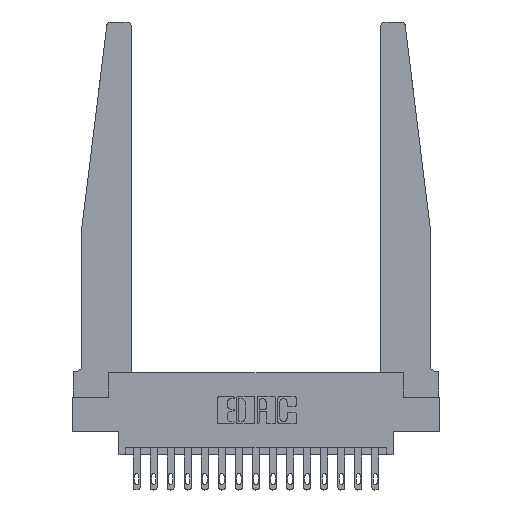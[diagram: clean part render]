
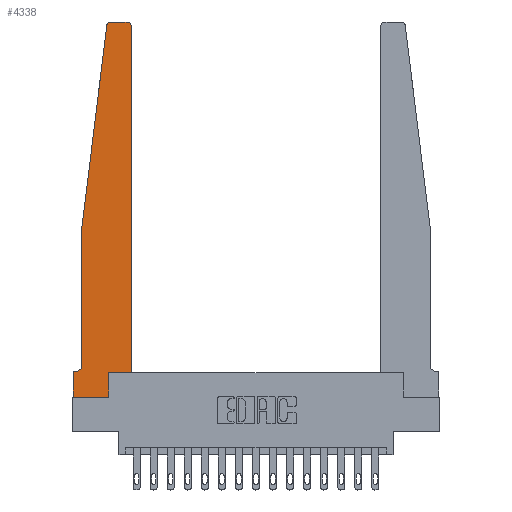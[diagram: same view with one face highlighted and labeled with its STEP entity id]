
A CAD part, top view. The second image highlights one B-rep face of the part: STEP entity #4338.
In plain terms, the highlighted planar face has unit normal (0, 0, 1).
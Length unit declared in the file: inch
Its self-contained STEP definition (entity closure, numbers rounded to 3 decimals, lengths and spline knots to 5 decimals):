
#138 = VECTOR ( 'NONE', #18068, 39.37008 ) ;
#1049 = DIRECTION ( 'NONE',  ( 1., 0., 0. ) ) ;
#1105 = CARTESIAN_POINT ( 'NONE',  ( 0.065, 1.25, 0.37 ) ) ;
#1345 = VERTEX_POINT ( 'NONE', #11562 ) ;
#1577 = VERTEX_POINT ( 'NONE', #4155 ) ;
#1660 = ORIENTED_EDGE ( 'NONE', *, *, #6523, .T. ) ;
#1740 = EDGE_LOOP ( 'NONE', ( #9124, #12406, #10345, #4617, #16491, #15898, #3830, #1939, #1660, #4025, #3189, #15525 ) ) ;
#1920 = CARTESIAN_POINT ( 'NONE',  ( 0., 0.1875, 0.37 ) ) ;
#1939 = ORIENTED_EDGE ( 'NONE', *, *, #4515, .T. ) ;
#1943 = EDGE_CURVE ( 'NONE', #1577, #4967, #11236, .T. ) ;
#1983 = VECTOR ( 'NONE', #1049, 39.37008 ) ;
#2034 = VECTOR ( 'NONE', #9688, 39.37008 ) ;
#2518 = VERTEX_POINT ( 'NONE', #4106 ) ;
#3165 = EDGE_CURVE ( 'NONE', #3700, #15129, #10881, .T. ) ;
#3189 = ORIENTED_EDGE ( 'NONE', *, *, #18378, .T. ) ;
#3320 = AXIS2_PLACEMENT_3D ( 'NONE', #17074, #15563, #17350 ) ;
#3505 = CARTESIAN_POINT ( 'NONE',  ( 0.065, 1.25, 0.37 ) ) ;
#3700 = VERTEX_POINT ( 'NONE', #3505 ) ;
#3830 = ORIENTED_EDGE ( 'NONE', *, *, #1943, .T. ) ;
#3850 = EDGE_CURVE ( 'NONE', #10498, #12263, #18360, .T. ) ;
#4025 = ORIENTED_EDGE ( 'NONE', *, *, #15555, .T. ) ;
#4040 = DIRECTION ( 'NONE',  ( 0., 1., 0. ) ) ;
#4106 = CARTESIAN_POINT ( 'NONE',  ( 0.27653, 2.75, 0.37 ) ) ;
#4155 = CARTESIAN_POINT ( 'NONE',  ( 0., 0.1875, 0.37 ) ) ;
#4253 = EDGE_CURVE ( 'NONE', #2518, #13366, #7855, .T. ) ;
#4338 = ADVANCED_FACE ( 'NONE', ( #16216 ), #17715, .T. ) ;
#4515 = EDGE_CURVE ( 'NONE', #4967, #9564, #9591, .T. ) ;
#4525 = LINE ( 'NONE', #10110, #14299 ) ;
#4617 = ORIENTED_EDGE ( 'NONE', *, *, #3165, .T. ) ;
#4967 = VERTEX_POINT ( 'NONE', #16473 ) ;
#5085 = VECTOR ( 'NONE', #5543, 39.37008 ) ;
#5186 = DIRECTION ( 'NONE',  ( 0., -1., 0. ) ) ;
#5476 = VECTOR ( 'NONE', #7383, 39.37008 ) ;
#5543 = DIRECTION ( 'NONE',  ( 0., -1., 0. ) ) ;
#5551 = LINE ( 'NONE', #5644, #17205 ) ;
#5644 = CARTESIAN_POINT ( 'NONE',  ( 0.2605, 0.18, 0.37 ) ) ;
#5817 = CARTESIAN_POINT ( 'NONE',  ( 0.395, 2.75, 0.37 ) ) ;
#6089 = DIRECTION ( 'NONE',  ( 0., 0., 1. ) ) ;
#6449 = LINE ( 'NONE', #16285, #138 ) ;
#6523 = EDGE_CURVE ( 'NONE', #9564, #15320, #5551, .T. ) ;
#7383 = DIRECTION ( 'NONE',  ( -1., 0., 0. ) ) ;
#7505 = LINE ( 'NONE', #13275, #11911 ) ;
#7855 = CIRCLE ( 'NONE', #3320, 0.03 ) ;
#7981 = CARTESIAN_POINT ( 'NONE',  ( 0., 0., 0.37 ) ) ;
#8620 = LINE ( 'NONE', #8992, #5476 ) ;
#8678 = CARTESIAN_POINT ( 'NONE',  ( 0., 0., 0.37 ) ) ;
#8866 = CARTESIAN_POINT ( 'NONE',  ( 0.395, 2.72, 0.37 ) ) ;
#8992 = CARTESIAN_POINT ( 'NONE',  ( 0.25, 2.75, 0.37 ) ) ;
#9124 = ORIENTED_EDGE ( 'NONE', *, *, #9631, .T. ) ;
#9415 = CARTESIAN_POINT ( 'NONE',  ( 0.425, 0.18, 0.37 ) ) ;
#9564 = VERTEX_POINT ( 'NONE', #17316 ) ;
#9591 = LINE ( 'NONE', #7981, #1983 ) ;
#9631 = EDGE_CURVE ( 'NONE', #12263, #2518, #8620, .T. ) ;
#9688 = DIRECTION ( 'NONE',  ( 0., 1., 0. ) ) ;
#9932 = VERTEX_POINT ( 'NONE', #15507 ) ;
#10110 = CARTESIAN_POINT ( 'NONE',  ( 0.065, 1.25, 0.37 ) ) ;
#10142 = CARTESIAN_POINT ( 'NONE',  ( 0.2605, 0.18, 0.37 ) ) ;
#10345 = ORIENTED_EDGE ( 'NONE', *, *, #11800, .T. ) ;
#10498 = VERTEX_POINT ( 'NONE', #13740 ) ;
#10632 = DIRECTION ( 'NONE',  ( -1., 0., 0. ) ) ;
#10701 = CARTESIAN_POINT ( 'NONE',  ( 0.24675, 2.72367, 0.37 ) ) ;
#10881 = LINE ( 'NONE', #1105, #12111 ) ;
#11105 = LINE ( 'NONE', #9415, #2034 ) ;
#11236 = LINE ( 'NONE', #8678, #5085 ) ;
#11562 = CARTESIAN_POINT ( 'NONE',  ( 0.015, 0.1875, 0.37 ) ) ;
#11699 = DIRECTION ( 'NONE',  ( 1., 0., 0. ) ) ;
#11800 = EDGE_CURVE ( 'NONE', #13366, #3700, #4525, .T. ) ;
#11911 = VECTOR ( 'NONE', #10632, 39.37008 ) ;
#12111 = VECTOR ( 'NONE', #5186, 39.37008 ) ;
#12263 = VERTEX_POINT ( 'NONE', #5817 ) ;
#12406 = ORIENTED_EDGE ( 'NONE', *, *, #4253, .T. ) ;
#13275 = CARTESIAN_POINT ( 'NONE',  ( 0.065, 0.1875, 0.37 ) ) ;
#13366 = VERTEX_POINT ( 'NONE', #10701 ) ;
#13611 = CARTESIAN_POINT ( 'NONE',  ( 0.065, 0.2375, 0.37 ) ) ;
#13740 = CARTESIAN_POINT ( 'NONE',  ( 0.425, 2.72, 0.37 ) ) ;
#14041 = CIRCLE ( 'NONE', #14639, 0.05 ) ;
#14230 = EDGE_CURVE ( 'NONE', #1345, #1577, #7505, .T. ) ;
#14299 = VECTOR ( 'NONE', #15698, 39.37008 ) ;
#14639 = AXIS2_PLACEMENT_3D ( 'NONE', #17788, #16668, #14958 ) ;
#14958 = DIRECTION ( 'NONE',  ( -1., 0., 0. ) ) ;
#14985 = DIRECTION ( 'NONE',  ( 1., 0., 0. ) ) ;
#15129 = VERTEX_POINT ( 'NONE', #13611 ) ;
#15320 = VERTEX_POINT ( 'NONE', #10142 ) ;
#15507 = CARTESIAN_POINT ( 'NONE',  ( 0.425, 0.18, 0.37 ) ) ;
#15525 = ORIENTED_EDGE ( 'NONE', *, *, #3850, .T. ) ;
#15528 = EDGE_CURVE ( 'NONE', #15129, #1345, #14041, .T. ) ;
#15555 = EDGE_CURVE ( 'NONE', #15320, #9932, #6449, .T. ) ;
#15563 = DIRECTION ( 'NONE',  ( 0., 0., 1. ) ) ;
#15698 = DIRECTION ( 'NONE',  ( -0.122, -0.992, 0. ) ) ;
#15898 = ORIENTED_EDGE ( 'NONE', *, *, #14230, .T. ) ;
#16216 = FACE_OUTER_BOUND ( 'NONE', #1740, .T. ) ;
#16285 = CARTESIAN_POINT ( 'NONE',  ( 0.425, 0.18, 0.37 ) ) ;
#16473 = CARTESIAN_POINT ( 'NONE',  ( 0., 0., 0.37 ) ) ;
#16491 = ORIENTED_EDGE ( 'NONE', *, *, #15528, .T. ) ;
#16668 = DIRECTION ( 'NONE',  ( 0., 0., -1. ) ) ;
#17074 = CARTESIAN_POINT ( 'NONE',  ( 0.27653, 2.72, 0.37 ) ) ;
#17205 = VECTOR ( 'NONE', #4040, 39.37008 ) ;
#17316 = CARTESIAN_POINT ( 'NONE',  ( 0.2605, 0., 0.37 ) ) ;
#17350 = DIRECTION ( 'NONE',  ( 1., 0., 0. ) ) ;
#17463 = AXIS2_PLACEMENT_3D ( 'NONE', #8866, #18691, #11699 ) ;
#17715 = PLANE ( 'NONE',  #18598 ) ;
#17788 = CARTESIAN_POINT ( 'NONE',  ( 0.015, 0.2375, 0.37 ) ) ;
#18068 = DIRECTION ( 'NONE',  ( 1., 0., 0. ) ) ;
#18360 = CIRCLE ( 'NONE', #17463, 0.03 ) ;
#18378 = EDGE_CURVE ( 'NONE', #9932, #10498, #11105, .T. ) ;
#18598 = AXIS2_PLACEMENT_3D ( 'NONE', #1920, #6089, #14985 ) ;
#18691 = DIRECTION ( 'NONE',  ( 0., 0., 1. ) ) ;
